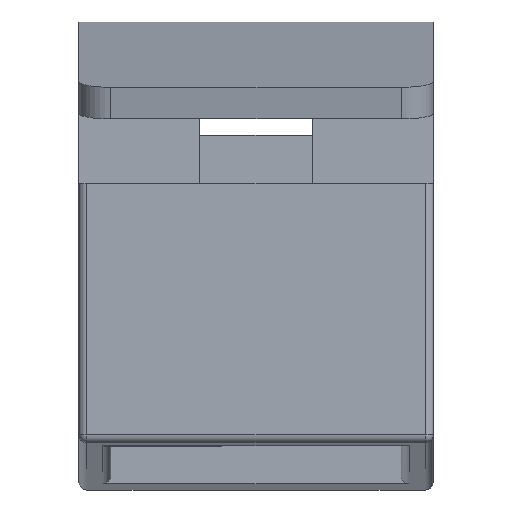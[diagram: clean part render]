
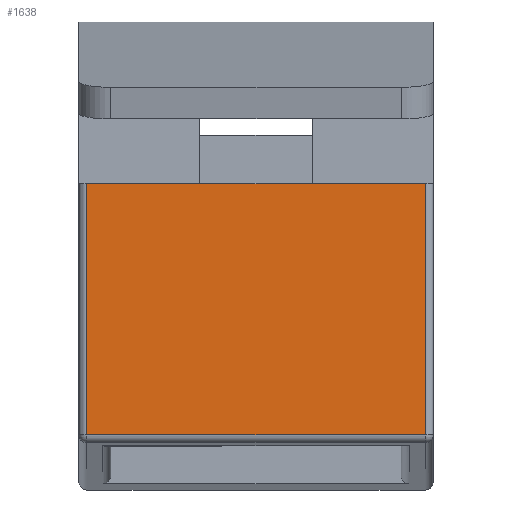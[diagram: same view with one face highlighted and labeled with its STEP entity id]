
A CAD part, front view. The second image highlights one B-rep face of the part: STEP entity #1638.
In plain terms, the highlighted planar face has unit normal (0, -1, 0).
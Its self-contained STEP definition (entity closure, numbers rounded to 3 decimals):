
#1345=CARTESIAN_POINT('',(-0.5,0.0,3.415));
#1346=VERTEX_POINT('',#1345);
#1412=CARTESIAN_POINT('',(-0.5,0.0,19.0));
#1413=VERTEX_POINT('',#1412);
#1421=CARTESIAN_POINT('',(-0.5,0.0,19.0));
#1422=DIRECTION('',(0.0,0.0,-1.0));
#1423=VECTOR('',#1422,15.585);
#1424=LINE('',#1421,#1423);
#1425=EDGE_CURVE('',#1413,#1346,#1424,.T.);
#1442=CARTESIAN_POINT('',(-21.5,0.0,3.415));
#1443=VERTEX_POINT('',#1442);
#1477=CARTESIAN_POINT('',(-21.5,0.0,19.0));
#1478=VERTEX_POINT('',#1477);
#1495=CARTESIAN_POINT('',(-21.5,0.0,3.415));
#1496=DIRECTION('',(0.0,0.0,1.0));
#1497=VECTOR('',#1496,15.585);
#1498=LINE('',#1495,#1497);
#1499=EDGE_CURVE('',#1443,#1478,#1498,.T.);
#1542=CARTESIAN_POINT('',(-0.5,0.0,3.415));
#1543=DIRECTION('',(-1.0,0.0,0.0));
#1544=VECTOR('',#1543,21.0);
#1545=LINE('',#1542,#1544);
#1546=EDGE_CURVE('',#1346,#1443,#1545,.T.);
#1622=CARTESIAN_POINT('',(-11.0,0.0,9.5));
#1623=DIRECTION('',(0.0,-1.0,0.0));
#1624=DIRECTION('',(0.0,0.0,-1.0));
#1625=AXIS2_PLACEMENT_3D('',#1622,#1623,#1624);
#1626=PLANE('',#1625);
#1627=ORIENTED_EDGE('',*,*,#1499,.F.);
#1628=ORIENTED_EDGE('',*,*,#1546,.F.);
#1629=ORIENTED_EDGE('',*,*,#1425,.F.);
#1630=CARTESIAN_POINT('',(-21.5,0.0,19.0));
#1631=DIRECTION('',(1.0,0.0,0.0));
#1632=VECTOR('',#1631,21.);
#1633=LINE('',#1630,#1632);
#1634=EDGE_CURVE('',#1478,#1413,#1633,.T.);
#1635=ORIENTED_EDGE('',*,*,#1634,.F.);
#1636=EDGE_LOOP('',(#1627,#1628,#1629,#1635));
#1637=FACE_OUTER_BOUND('',#1636,.T.);
#1638=ADVANCED_FACE('',(#1637),#1626,.T.);
